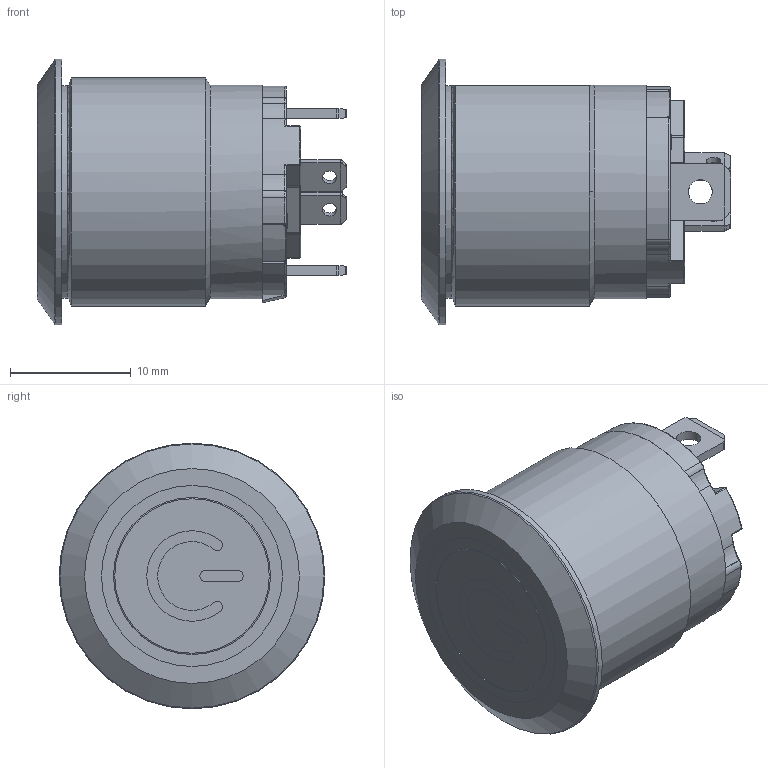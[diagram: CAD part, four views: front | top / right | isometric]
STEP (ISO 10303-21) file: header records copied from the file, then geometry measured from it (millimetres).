
FILE_DESCRIPTION(/* description */ (''),/* implementation_level */ '2;1');
FILE_NAME(/* name */ 'PVHC4F2xxx6xx.stp',/* time_stamp */ '2024-04-05T15:21:38-05:00',/* author */ ('mwilliams'),/* organization */ (''),/* preprocessor_version */ 'ST-DEVELOPER v18.1',/* originating_system */ 'Autodesk Inventor 2022',/* authorisation */ '');
FILE_SCHEMA (('AUTOMOTIVE_DESIGN { 1 0 10303 214 3 1 1 }'));
Length unit declared in the file: inch
Products named in the file (1): PVHC4F2xxx6xx
Bounding box: 25.6 x 22 x 22 mm (x, y, z)
Volume: 5652.5 mm3; surface area: 2548.9 mm2
Topology: 1 solids, 1 shells, 256 faces, 700 edges, 445 vertices
Faces by surface type: plane 126, cylinder 84, torus 31, sphere 10, cone 5
Full cylindrical faces by diameter (mm): 0.5 x1, 1.2 x2, 2 x2, 13 x1, 17 x1, 17.6 x1, 17.7 x1, 22 x1
Entity records: 8385 total; most frequent: CARTESIAN_POINT 1630, DIRECTION 1458, ORIENTED_EDGE 1396, EDGE_CURVE 698, AXIS2_PLACEMENT_3D 529, VERTEX_POINT 445, LINE 400, VECTOR 400
